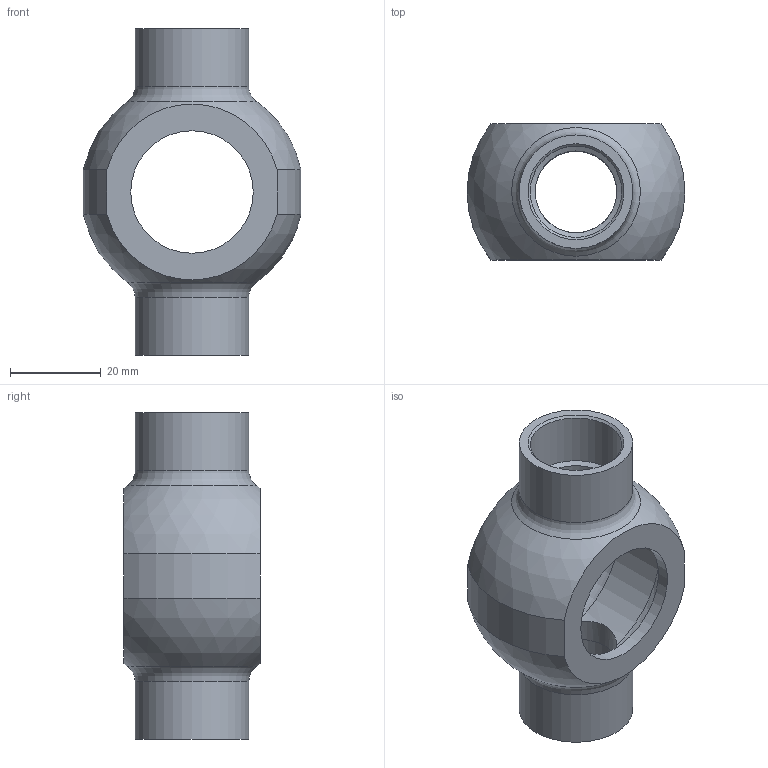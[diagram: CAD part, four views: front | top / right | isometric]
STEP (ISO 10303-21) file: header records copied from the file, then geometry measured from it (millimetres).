
FILE_DESCRIPTION((''),'2;1');
FILE_NAME('74734920.stp','2014-09-08T15:40:15',(''),('KNOMI spol. s r. o.'),'Autodesk Inventor 2012','Autodesk Inventor 2012','');
FILE_SCHEMA(('AUTOMOTIVE_DESIGN { 1 2 10303 214 0 1 1 1 }'));
Length unit declared in the file: millimetre
Products named in the file (1): Oko T st.příp.pájecí D27/Tr20
Bounding box: 48 x 30 x 72 mm (x, y, z)
Volume: 20251.6 mm3; surface area: 13252.6 mm2
Topology: 1 solids, 1 shells, 28 faces, 71 edges, 45 vertices
Faces by surface type: cylinder 12, plane 6, torus 4, cone 4, sphere 2
Full cylindrical faces by diameter (mm): 18 x2, 20.15 x2, 25 x2, 27 x2
Entity records: 814 total; most frequent: CARTESIAN_POINT 211, DIRECTION 126, ORIENTED_EDGE 92, AXIS2_PLACEMENT_3D 61, EDGE_LOOP 52, EDGE_CURVE 46, VERTEX_POINT 38, CIRCLE 32
